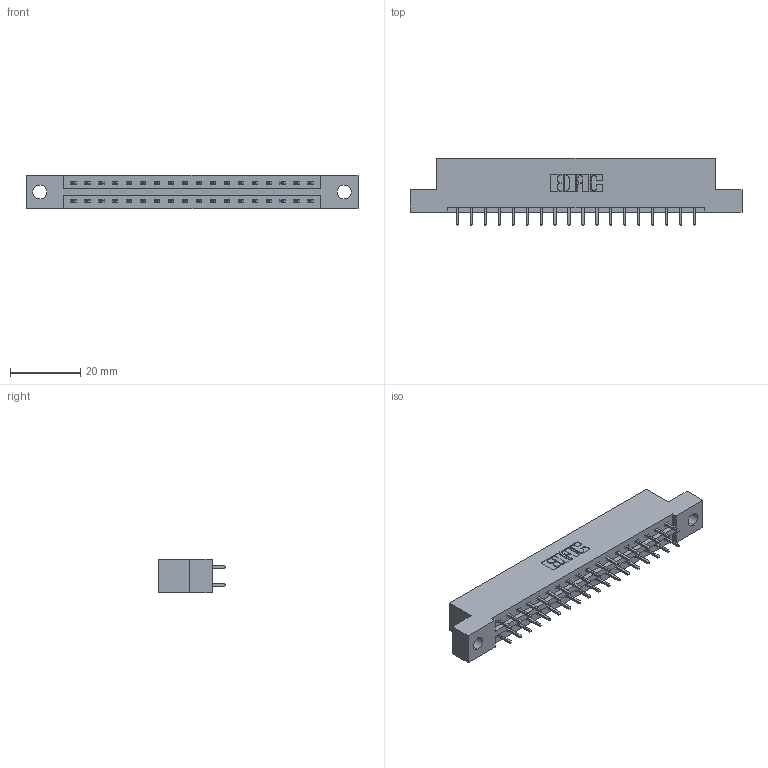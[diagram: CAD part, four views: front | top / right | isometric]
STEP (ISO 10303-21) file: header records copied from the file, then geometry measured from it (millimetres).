
FILE_DESCRIPTION (( 'STEP AP203' ), '1' );
FILE_NAME ('337-036-521-204.STEP', '2019-10-08T20:40:02', ( '' ), ( '' ), 'SwSTEP 2.0', 'SolidWorks 2016', '' );
FILE_SCHEMA (( 'CONFIG_CONTROL_DESIGN' ));
Length unit declared in the file: inch
Products named in the file (3): 345-292-001_345-293-121; 337-036-521-204; 337 Part_Flush Mounting Lugs - 0.156 Dia-TH
Assembly tree (37 placements, depth 2):
  337-036-521-204
    337 Part_Flush Mounting Lugs - 0.156 Dia-TH
    345-292-001_345-293-121  x36
Bounding box: 94.34 x 19.06 x 9.4 mm (x, y, z)
Volume: 9519.8 mm3; surface area: 10219.7 mm2
Topology: 37 solids, 37 shells, 2058 faces, 6107 edges, 4022 vertices
Faces by surface type: plane 1438, cylinder 620
Entity records: 17081 total; most frequent: CARTESIAN_POINT 2898, ORIENTED_EDGE 2834, DIRECTION 2509, EDGE_CURVE 1417, LINE 1289, VECTOR 1289, VERTEX_POINT 942, AXIS2_PLACEMENT_3D 610
